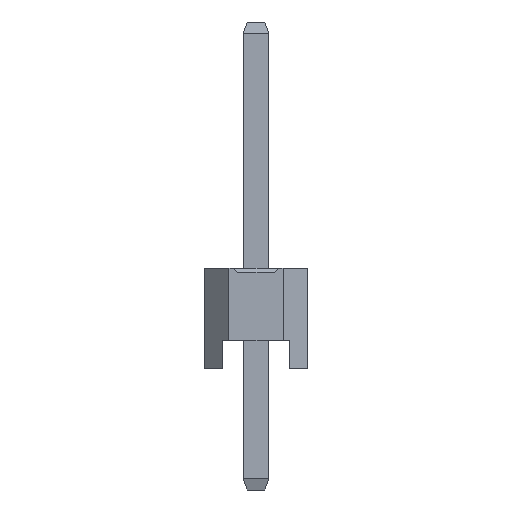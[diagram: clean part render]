
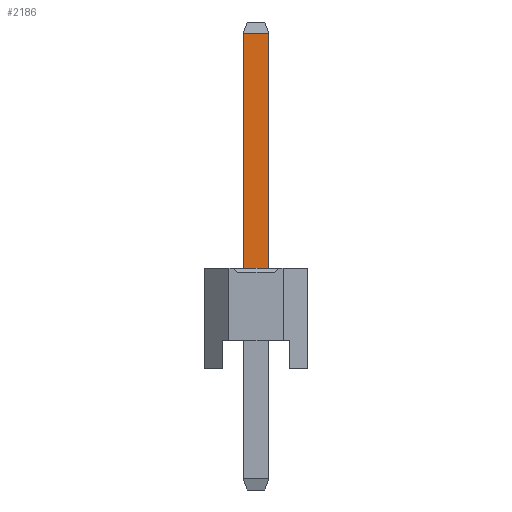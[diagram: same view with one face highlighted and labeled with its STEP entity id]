
A CAD part, left-side view. The second image highlights one B-rep face of the part: STEP entity #2186.
In plain terms, the highlighted planar face has unit normal (-1, 0, 0).
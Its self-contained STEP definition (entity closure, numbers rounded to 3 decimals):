
#2186=ADVANCED_FACE('',(#5712),#5714,.T.);
#5712=FACE_BOUND('',#5713,.T.);
#5713=EDGE_LOOP('',(#8477,#8478,#8479,#8480));
#5714=PLANE('',#5715);
#5715=AXIS2_PLACEMENT_3D('',#5716,#5717,#5718);
#5716=CARTESIAN_POINT('',(-0.32,0.32,-3.));
#5717=DIRECTION('',(-1.,0.,0.));
#5718=DIRECTION('',(0.,-1.,0.));
#8477=ORIENTED_EDGE('',*,*,#10092,.F.);
#8478=ORIENTED_EDGE('',*,*,#10087,.F.);
#8479=ORIENTED_EDGE('',*,*,#9564,.T.);
#8480=ORIENTED_EDGE('',*,*,#10091,.T.);
#9564=EDGE_CURVE('',#10934,#10938,#10940,.T.);
#10087=EDGE_CURVE('',#10934,#11722,#11725,.T.);
#10091=EDGE_CURVE('',#10938,#11729,#11731,.T.);
#10092=EDGE_CURVE('',#11722,#11729,#11732,.T.);
#10934=VERTEX_POINT('',#13282);
#10938=VERTEX_POINT('',#13290);
#10940=LINE('',#13294,#13295);
#11722=VERTEX_POINT('',#15118);
#11725=LINE('',#15125,#15126);
#11729=VERTEX_POINT('',#15135);
#11731=LINE('',#15139,#15140);
#11732=LINE('',#15142,#15143);
#13282=CARTESIAN_POINT('',(-0.32,0.32,2.5));
#13290=CARTESIAN_POINT('',(-0.32,-0.32,2.5));
#13294=CARTESIAN_POINT('',(-0.32,0.32,2.5));
#13295=VECTOR('',#13296,1.);
#13296=DIRECTION('',(0.,-1.,0.));
#15118=CARTESIAN_POINT('',(-0.32,0.32,8.325));
#15125=CARTESIAN_POINT('',(-0.32,0.32,2.5));
#15126=VECTOR('',#15127,1.);
#15127=DIRECTION('',(0.,0.,1.));
#15135=CARTESIAN_POINT('',(-0.32,-0.32,8.325));
#15139=CARTESIAN_POINT('',(-0.32,-0.32,2.5));
#15140=VECTOR('',#15141,1.);
#15141=DIRECTION('',(0.,0.,1.));
#15142=CARTESIAN_POINT('',(-0.32,0.32,8.325));
#15143=VECTOR('',#15144,1.);
#15144=DIRECTION('',(0.,-1.,0.));
